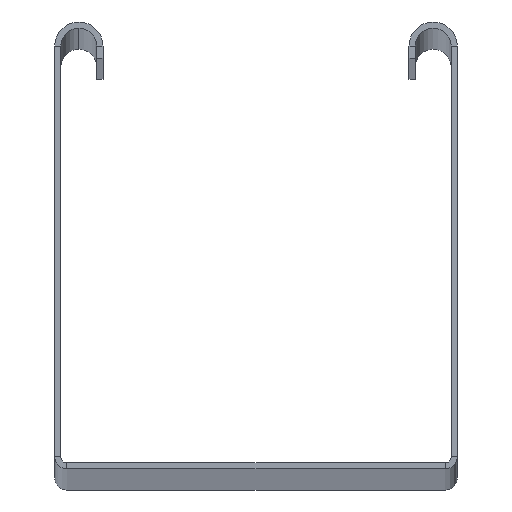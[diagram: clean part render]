
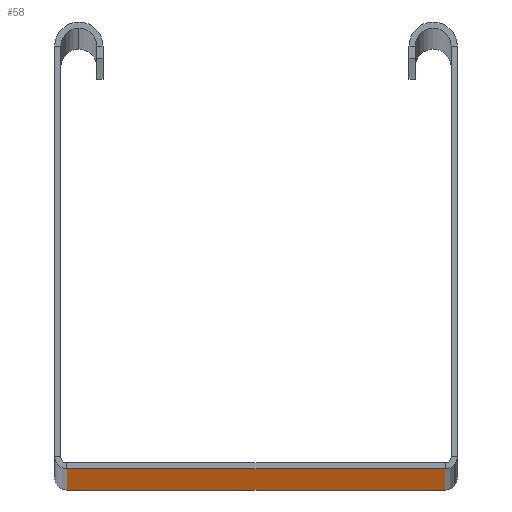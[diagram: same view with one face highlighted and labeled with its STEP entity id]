
A CAD part, top view. The second image highlights one B-rep face of the part: STEP entity #58.
In plain terms, the highlighted planar face has unit normal (0, -1, 0).
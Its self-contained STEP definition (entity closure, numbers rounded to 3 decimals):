
#28 = DIRECTION ( 'NONE',  ( 0., 0., -1. ) ) ;
#58 = ADVANCED_FACE ( 'NONE', ( #804 ), #672, .T. ) ;
#60 = AXIS2_PLACEMENT_3D ( 'NONE', #597, #832, #984 ) ;
#87 = VECTOR ( 'NONE', #216, 1000. ) ;
#140 = LINE ( 'NONE', #213, #348 ) ;
#176 = EDGE_CURVE ( 'NONE', #311, #796, #315, .T. ) ;
#213 = CARTESIAN_POINT ( 'NONE',  ( 47., 0., 3000. ) ) ;
#216 = DIRECTION ( 'NONE',  ( -1., 0., 0. ) ) ;
#283 = VECTOR ( 'NONE', #28, 1000. ) ;
#289 = EDGE_LOOP ( 'NONE', ( #840, #940, #753, #578 ) ) ;
#292 = EDGE_CURVE ( 'NONE', #617, #796, #977, .T. ) ;
#311 = VERTEX_POINT ( 'NONE', #361 ) ;
#315 = LINE ( 'NONE', #526, #1025 ) ;
#329 = CARTESIAN_POINT ( 'NONE',  ( 47., 0., 3000. ) ) ;
#343 = LINE ( 'NONE', #890, #87 ) ;
#348 = VECTOR ( 'NONE', #950, 1000. ) ;
#361 = CARTESIAN_POINT ( 'NONE',  ( 47., 0., 0. ) ) ;
#427 = CARTESIAN_POINT ( 'NONE',  ( -47., 0., 3000. ) ) ;
#526 = CARTESIAN_POINT ( 'NONE',  ( -50., 0., 0. ) ) ;
#578 = ORIENTED_EDGE ( 'NONE', *, *, #292, .T. ) ;
#597 = CARTESIAN_POINT ( 'NONE',  ( -50., 0., 3000. ) ) ;
#617 = VERTEX_POINT ( 'NONE', #710 ) ;
#672 = PLANE ( 'NONE',  #60 ) ;
#703 = EDGE_CURVE ( 'NONE', #879, #311, #140, .T. ) ;
#710 = CARTESIAN_POINT ( 'NONE',  ( -47., 0., 3000. ) ) ;
#753 = ORIENTED_EDGE ( 'NONE', *, *, #760, .T. ) ;
#760 = EDGE_CURVE ( 'NONE', #879, #617, #343, .T. ) ;
#796 = VERTEX_POINT ( 'NONE', #1046 ) ;
#804 = FACE_OUTER_BOUND ( 'NONE', #289, .T. ) ;
#832 = DIRECTION ( 'NONE',  ( 0., -1., 0. ) ) ;
#840 = ORIENTED_EDGE ( 'NONE', *, *, #176, .F. ) ;
#879 = VERTEX_POINT ( 'NONE', #329 ) ;
#890 = CARTESIAN_POINT ( 'NONE',  ( -50., 0., 3000. ) ) ;
#940 = ORIENTED_EDGE ( 'NONE', *, *, #703, .F. ) ;
#950 = DIRECTION ( 'NONE',  ( 0., 0., -1. ) ) ;
#977 = LINE ( 'NONE', #427, #283 ) ;
#984 = DIRECTION ( 'NONE',  ( 0., 0., -1. ) ) ;
#999 = DIRECTION ( 'NONE',  ( -1., 0., 0. ) ) ;
#1025 = VECTOR ( 'NONE', #999, 1000. ) ;
#1046 = CARTESIAN_POINT ( 'NONE',  ( -47., 0., 0. ) ) ;
